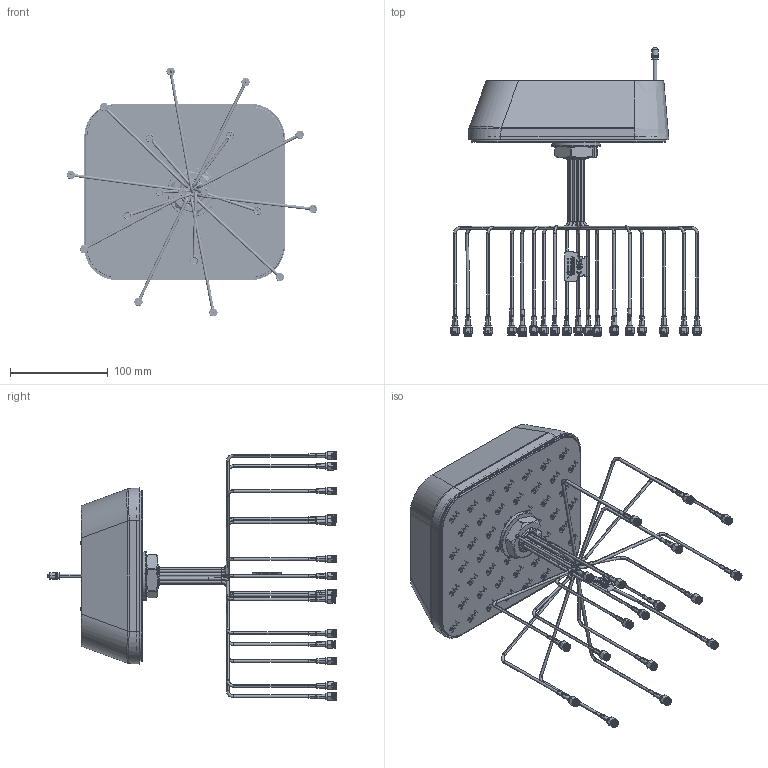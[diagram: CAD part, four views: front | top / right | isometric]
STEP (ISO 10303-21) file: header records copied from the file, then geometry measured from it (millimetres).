
FILE_DESCRIPTION (( 'STEP AP214' ), '1' );
FILE_NAME ('MAX2118.A.001_Web.STEP', '2025-06-16T07:26:20', ( '' ), ( '' ), 'SwSTEP 2.0', 'SolidWorks 2024', '' );
FILE_SCHEMA (( 'AUTOMOTIVE_DESIGN' ));
Length unit declared in the file: millimetre
Products named in the file (1): MAX2118.A.001_Web
Bounding box: 256.8 x 294.5 x 254.2 mm (x, y, z)
Surface area: 245392.8 mm2 (no closed solid volume)
Topology: 0 solids, 276 shells, 1652 faces, 8929 edges, 7534 vertices
Faces by surface type: cylinder 623, plane 440, cone 275, torus 222, bspline 92
Entity records: 151090 total; most frequent: CARTESIAN_POINT 70227, ORIENTED_EDGE 11909, DIRECTION 10954, EDGE_CURVE 8929, VERTEX_POINT 7534, LINE 4174, VECTOR 4174, AXIS2_PLACEMENT_3D 3390
